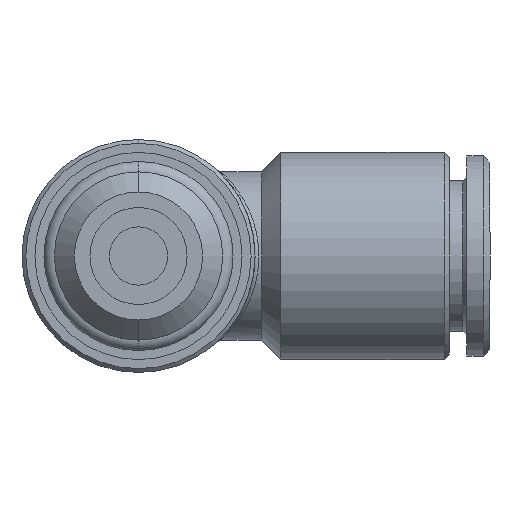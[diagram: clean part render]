
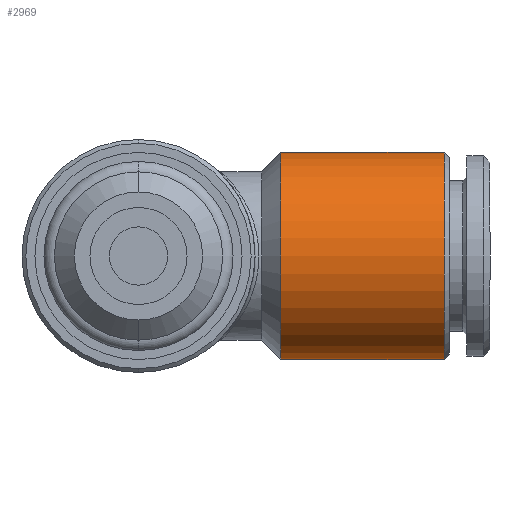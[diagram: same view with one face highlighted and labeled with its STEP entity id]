
A CAD part, front view. The second image highlights one B-rep face of the part: STEP entity #2969.
In plain terms, the highlighted cylindrical face has radius 8 mm (diameter 16 mm), a partial arc.
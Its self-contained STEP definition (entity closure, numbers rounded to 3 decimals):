
#1099 = CARTESIAN_POINT ( 'NONE',  ( 11., 17.7, 0. ) ) ;
#1100 = CIRCLE ( 'NONE', #1112, 8. ) ;
#1110 = DIRECTION ( 'NONE',  ( 0., 0., 1. ) ) ;
#1111 = DIRECTION ( 'NONE',  ( -1., 0., 0. ) ) ;
#1112 = AXIS2_PLACEMENT_3D ( 'NONE', #1099, #1111, #1110 ) ;
#1113 = FACE_OUTER_BOUND ( 'NONE', #2913, .T. ) ;
#1115 = CYLINDRICAL_SURFACE ( 'NONE', #1118, 8. ) ;
#1118 = AXIS2_PLACEMENT_3D ( 'NONE', #1136, #1139, #1125 ) ;
#1125 = DIRECTION ( 'NONE',  ( 0., 0., 1. ) ) ;
#1136 = CARTESIAN_POINT ( 'NONE',  ( -5.577, 17.7, 0. ) ) ;
#1139 = DIRECTION ( 'NONE',  ( -1., 0., 0. ) ) ;
#1240 = DIRECTION ( 'NONE',  ( 0., 0., 1. ) ) ;
#1242 = CARTESIAN_POINT ( 'NONE',  ( 23.6, 17.7, 0. ) ) ;
#1243 = AXIS2_PLACEMENT_3D ( 'NONE', #1242, #1245, #1240 ) ;
#1244 = CIRCLE ( 'NONE', #1243, 8. ) ;
#1245 = DIRECTION ( 'NONE',  ( -1., 0., 0. ) ) ;
#1622 = VERTEX_POINT ( 'NONE', #3505 ) ;
#1794 = VERTEX_POINT ( 'NONE', #3268 ) ;
#1859 = EDGE_CURVE ( 'NONE', #1622, #1863, #2404, .T. ) ;
#1863 = VERTEX_POINT ( 'NONE', #2392 ) ;
#1925 = VERTEX_POINT ( 'NONE', #3055 ) ;
#1949 = EDGE_CURVE ( 'NONE', #1794, #1925, #2918, .T. ) ;
#2392 = CARTESIAN_POINT ( 'NONE',  ( 11., 17.7, 8. ) ) ;
#2399 = DIRECTION ( 'NONE',  ( -1., 0., 0. ) ) ;
#2400 = VECTOR ( 'NONE', #2399, 1000. ) ;
#2402 = CARTESIAN_POINT ( 'NONE',  ( -5.577, 17.7, 8. ) ) ;
#2404 = LINE ( 'NONE', #2402, #2400 ) ;
#2913 = EDGE_LOOP ( 'NONE', ( #2970, #3121, #3105, #3145 ) ) ;
#2918 = LINE ( 'NONE', #3032, #3031 ) ;
#2960 = EDGE_CURVE ( 'NONE', #1925, #1863, #1100, .T. ) ;
#2969 = ADVANCED_FACE ( 'NONE', ( #1113 ), #1115, .T. ) ;
#2970 = ORIENTED_EDGE ( 'NONE', *, *, #1949, .F. ) ;
#3030 = DIRECTION ( 'NONE',  ( -1., 0., 0. ) ) ;
#3031 = VECTOR ( 'NONE', #3030, 1000. ) ;
#3032 = CARTESIAN_POINT ( 'NONE',  ( -5.577, 17.7, -8. ) ) ;
#3055 = CARTESIAN_POINT ( 'NONE',  ( 11., 17.7, -8. ) ) ;
#3105 = ORIENTED_EDGE ( 'NONE', *, *, #1859, .T. ) ;
#3121 = ORIENTED_EDGE ( 'NONE', *, *, #3265, .T. ) ;
#3145 = ORIENTED_EDGE ( 'NONE', *, *, #2960, .F. ) ;
#3265 = EDGE_CURVE ( 'NONE', #1794, #1622, #1244, .T. ) ;
#3268 = CARTESIAN_POINT ( 'NONE',  ( 23.6, 17.7, -8. ) ) ;
#3505 = CARTESIAN_POINT ( 'NONE',  ( 23.6, 17.7, 8. ) ) ;
